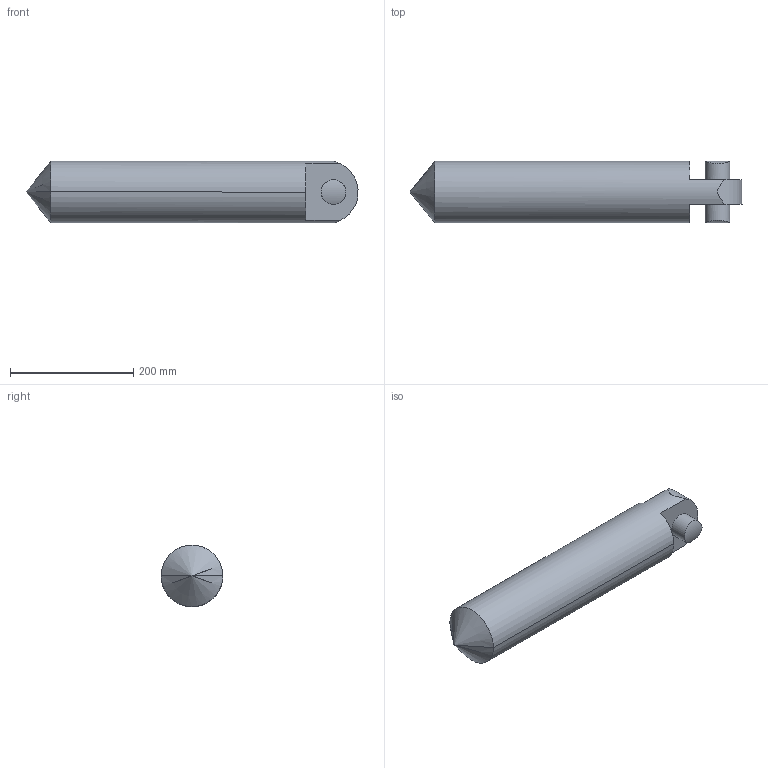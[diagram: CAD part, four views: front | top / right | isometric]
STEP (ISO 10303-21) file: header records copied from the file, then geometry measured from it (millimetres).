
FILE_DESCRIPTION (( 'STEP AP214' ), '1' );
FILE_NAME ('Link_3_Default_sldprt.STEP', '2020-03-14T12:58:02', ( '' ), ( '' ), 'SwSTEP 2.0', 'SolidWorks 2019', '' );
FILE_SCHEMA (( 'AUTOMOTIVE_DESIGN' ));
Length unit declared in the file: centimetre
Products named in the file (1): Link_3_Default_sldprt
Bounding box: 539.42 x 100 x 100.46 mm (x, y, z)
Volume: 3727706.7 mm3; surface area: 174686.3 mm2
Topology: 1 solids, 1 shells, 16 faces, 35 edges, 21 vertices
Faces by surface type: cylinder 10, plane 4, cone 2
Entity records: 739 total; most frequent: CARTESIAN_POINT 363, DIRECTION 73, ORIENTED_EDGE 66, EDGE_CURVE 33, AXIS2_PLACEMENT_3D 29, VERTEX_POINT 21, EDGE_LOOP 18, ADVANCED_FACE 16
